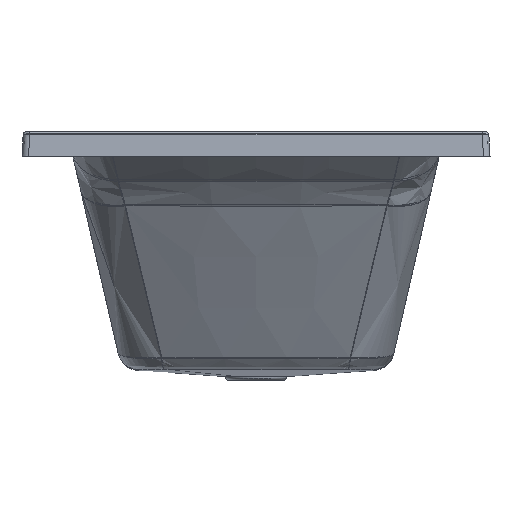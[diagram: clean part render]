
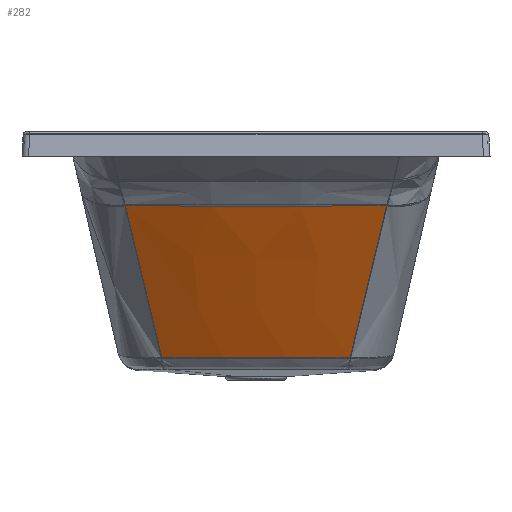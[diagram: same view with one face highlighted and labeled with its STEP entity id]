
A CAD part, left-side view. The second image highlights one B-rep face of the part: STEP entity #282.
In plain terms, the highlighted free-form (B-spline) face has degree [3, 3] with [13, 4] control points.
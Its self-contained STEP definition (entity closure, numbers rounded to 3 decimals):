
#139=B_SPLINE_SURFACE_WITH_KNOTS('',3,3,((#7573,#7574,#7575,#7576),(#7577,
#7578,#7579,#7580),(#7581,#7582,#7583,#7584),(#7585,#7586,#7587,#7588),
(#7589,#7590,#7591,#7592),(#7593,#7594,#7595,#7596),(#7597,#7598,#7599,
#7600),(#7601,#7602,#7603,#7604),(#7605,#7606,#7607,#7608),(#7609,#7610,
#7611,#7612),(#7613,#7614,#7615,#7616),(#7617,#7618,#7619,#7620),(#7621,
#7622,#7623,#7624)),.UNSPECIFIED.,.F.,.F.,.F.,(4,3,3,3,4),(4,4),(0.,102.049,
204.099,306.148,408.197),(0.,272.636),
 .UNSPECIFIED.);
#282=ADVANCED_FACE('',(#511),#139,.T.);
#511=FACE_OUTER_BOUND('',#745,.T.);
#745=EDGE_LOOP('',(#1501,#1502,#1503,#1504,#1505,#1506));
#1501=ORIENTED_EDGE('',*,*,#2381,.T.);
#1502=ORIENTED_EDGE('',*,*,#2383,.T.);
#1503=ORIENTED_EDGE('',*,*,#2339,.T.);
#1504=ORIENTED_EDGE('',*,*,#2344,.T.);
#1505=ORIENTED_EDGE('',*,*,#2341,.T.);
#1506=ORIENTED_EDGE('',*,*,#2527,.T.);
#2339=EDGE_CURVE('',#3395,#3396,#2783,.T.);
#2341=EDGE_CURVE('',#3397,#3398,#2785,.T.);
#2344=EDGE_CURVE('',#3396,#3397,#2787,.T.);
#2381=EDGE_CURVE('',#3393,#3394,#2804,.T.);
#2383=EDGE_CURVE('',#3394,#3395,#2806,.T.);
#2527=EDGE_CURVE('',#3398,#3393,#2890,.T.);
#2783=B_SPLINE_CURVE_WITH_KNOTS('',3,(#20445,#20446,#20447,#20448,#20449,
#20450,#20451,#20452),.UNSPECIFIED.,.F.,.F.,(4,1,2,1,4),(-403.03,
-302.273,-201.515,-100.758,0.),.UNSPECIFIED.);
#2785=B_SPLINE_CURVE_WITH_KNOTS('',3,(#20461,#20462,#20463,#20464,#20465,
#20466),.UNSPECIFIED.,.F.,.F.,(4,2,4),(-270.767,-135.384,
0.),.UNSPECIFIED.);
#2787=B_SPLINE_CURVE_WITH_KNOTS('',3,(#20474,#20475,#20476,#20477),
 .UNSPECIFIED.,.F.,.F.,(4,4),(0.,0.),
 .UNSPECIFIED.);
#2804=B_SPLINE_CURVE_WITH_KNOTS('',3,(#20602,#20603,#20604,#20605,#20606,
#20607),.UNSPECIFIED.,.F.,.F.,(4,2,4),(-270.767,-135.384,
0.),.UNSPECIFIED.);
#2806=B_SPLINE_CURVE_WITH_KNOTS('',3,(#20612,#20613,#20614,#20615),
 .UNSPECIFIED.,.F.,.F.,(4,4),(0.,0.),
 .UNSPECIFIED.);
#2890=B_SPLINE_CURVE_WITH_KNOTS('',3,(#22467,#22468,#22469,#22470,#22471,
#22472,#22473,#22474,#22475,#22476,#22477,#22478,#22479,#22480,#22481,#22482,
#22483,#22484,#22485,#22486,#22487,#22488),.UNSPECIFIED.,.F.,.F.,(4,2,2,
2,2,2,2,2,2,2,4),(-289.701,-271.594,-253.488,
-217.276,-144.85,-126.744,-108.638,
-72.425,-36.213,-18.106,0.),.UNSPECIFIED.);
#3393=VERTEX_POINT('',#17469);
#3394=VERTEX_POINT('',#17470);
#3395=VERTEX_POINT('',#17471);
#3396=VERTEX_POINT('',#17472);
#3397=VERTEX_POINT('',#17473);
#3398=VERTEX_POINT('',#17474);
#7573=CARTESIAN_POINT('',(-456.459,160.373,-310.124));
#7574=CARTESIAN_POINT('',(-499.703,174.491,-231.566));
#7575=CARTESIAN_POINT('',(-542.996,188.619,-152.921));
#7576=CARTESIAN_POINT('',(-586.337,202.76,-74.189));
#7577=CARTESIAN_POINT('',(-461.101,134.05,-310.133));
#7578=CARTESIAN_POINT('',(-504.931,145.88,-231.619));
#7579=CARTESIAN_POINT('',(-548.833,157.726,-152.975));
#7580=CARTESIAN_POINT('',(-592.808,169.591,-74.201));
#7581=CARTESIAN_POINT('',(-464.616,107.425,-310.139));
#7582=CARTESIAN_POINT('',(-508.891,116.919,-231.659));
#7583=CARTESIAN_POINT('',(-553.258,126.429,-153.016));
#7584=CARTESIAN_POINT('',(-597.718,135.959,-74.21));
#7585=CARTESIAN_POINT('',(-466.964,80.646,-310.144));
#7586=CARTESIAN_POINT('',(-511.537,87.779,-231.685));
#7587=CARTESIAN_POINT('',(-556.215,94.925,-153.043));
#7588=CARTESIAN_POINT('',(-600.999,102.088,-74.216));
#7589=CARTESIAN_POINT('',(-469.312,53.866,-310.148));
#7590=CARTESIAN_POINT('',(-514.183,58.638,-231.712));
#7591=CARTESIAN_POINT('',(-559.172,63.421,-153.07));
#7592=CARTESIAN_POINT('',(-604.279,68.217,-74.221));
#7593=CARTESIAN_POINT('',(-470.493,26.933,-310.15));
#7594=CARTESIAN_POINT('',(-515.514,29.319,-231.725));
#7595=CARTESIAN_POINT('',(-560.66,31.711,-153.084));
#7596=CARTESIAN_POINT('',(-605.931,34.109,-74.224));
#7597=CARTESIAN_POINT('',(-470.493,0.,-310.15));
#7598=CARTESIAN_POINT('',(-515.514,0.,-231.725));
#7599=CARTESIAN_POINT('',(-560.66,0.,-153.084));
#7600=CARTESIAN_POINT('',(-605.931,0.,-74.224));
#7601=CARTESIAN_POINT('',(-470.493,-26.933,-310.15));
#7602=CARTESIAN_POINT('',(-515.514,-29.319,-231.725));
#7603=CARTESIAN_POINT('',(-560.66,-31.711,-153.084));
#7604=CARTESIAN_POINT('',(-605.931,-34.109,-74.224));
#7605=CARTESIAN_POINT('',(-469.312,-53.866,-310.148));
#7606=CARTESIAN_POINT('',(-514.183,-58.638,-231.712));
#7607=CARTESIAN_POINT('',(-559.172,-63.421,-153.07));
#7608=CARTESIAN_POINT('',(-604.279,-68.217,-74.221));
#7609=CARTESIAN_POINT('',(-466.964,-80.646,-310.144));
#7610=CARTESIAN_POINT('',(-511.537,-87.779,-231.685));
#7611=CARTESIAN_POINT('',(-556.215,-94.925,-153.043));
#7612=CARTESIAN_POINT('',(-600.999,-102.088,-74.216));
#7613=CARTESIAN_POINT('',(-464.616,-107.425,-310.139));
#7614=CARTESIAN_POINT('',(-508.891,-116.919,-231.659));
#7615=CARTESIAN_POINT('',(-553.258,-126.429,-153.016));
#7616=CARTESIAN_POINT('',(-597.718,-135.959,-74.21));
#7617=CARTESIAN_POINT('',(-461.101,-134.05,-310.133));
#7618=CARTESIAN_POINT('',(-504.931,-145.88,-231.619));
#7619=CARTESIAN_POINT('',(-548.833,-157.726,-152.975));
#7620=CARTESIAN_POINT('',(-592.808,-169.591,-74.201));
#7621=CARTESIAN_POINT('',(-456.459,-160.373,-310.124));
#7622=CARTESIAN_POINT('',(-499.703,-174.491,-231.566));
#7623=CARTESIAN_POINT('',(-542.996,-188.619,-152.921));
#7624=CARTESIAN_POINT('',(-586.337,-202.76,-74.189));
#17469=CARTESIAN_POINT('',(-459.971,-144.244,-308.726));
#17470=CARTESIAN_POINT('',(-585.978,-200.131,-75.673));
#17471=CARTESIAN_POINT('',(-586.022,-200.15,-75.592));
#17472=CARTESIAN_POINT('',(-586.022,200.15,-75.592));
#17473=CARTESIAN_POINT('',(-585.978,200.131,-75.673));
#17474=CARTESIAN_POINT('',(-459.971,144.244,-308.726));
#20445=CARTESIAN_POINT('',(-586.022,-200.15,-75.592));
#20446=CARTESIAN_POINT('',(-592.39,-167.096,-75.603));
#20447=CARTESIAN_POINT('',(-601.921,-100.681,-75.621));
#20448=CARTESIAN_POINT('',(-605.126,-33.662,-75.627));
#20449=CARTESIAN_POINT('',(-605.126,33.662,-75.627));
#20450=CARTESIAN_POINT('',(-601.921,100.681,-75.621));
#20451=CARTESIAN_POINT('',(-592.39,167.096,-75.603));
#20452=CARTESIAN_POINT('',(-586.022,200.15,-75.592));
#20461=CARTESIAN_POINT('',(-585.978,200.131,-75.673));
#20462=CARTESIAN_POINT('',(-565.009,190.881,-114.548));
#20463=CARTESIAN_POINT('',(-544.028,181.605,-153.41));
#20464=CARTESIAN_POINT('',(-502.03,162.982,-231.099));
#20465=CARTESIAN_POINT('',(-481.014,153.636,-269.925));
#20466=CARTESIAN_POINT('',(-459.971,144.244,-308.726));
#20474=CARTESIAN_POINT('',(-586.022,200.15,-75.592));
#20475=CARTESIAN_POINT('',(-586.008,200.144,-75.619));
#20476=CARTESIAN_POINT('',(-585.993,200.137,-75.646));
#20477=CARTESIAN_POINT('',(-585.978,200.131,-75.673));
#20602=CARTESIAN_POINT('',(-459.971,-144.244,-308.726));
#20603=CARTESIAN_POINT('',(-481.014,-153.636,-269.925));
#20604=CARTESIAN_POINT('',(-502.03,-162.982,-231.099));
#20605=CARTESIAN_POINT('',(-544.028,-181.605,-153.41));
#20606=CARTESIAN_POINT('',(-565.009,-190.881,-114.548));
#20607=CARTESIAN_POINT('',(-585.978,-200.131,-75.673));
#20612=CARTESIAN_POINT('',(-585.978,-200.131,-75.673));
#20613=CARTESIAN_POINT('',(-585.993,-200.137,-75.646));
#20614=CARTESIAN_POINT('',(-586.008,-200.144,-75.619));
#20615=CARTESIAN_POINT('',(-586.022,-200.15,-75.592));
#22467=CARTESIAN_POINT('',(-459.971,144.244,-308.726));
#22468=CARTESIAN_POINT('',(-460.914,138.271,-308.729));
#22469=CARTESIAN_POINT('',(-461.8,132.293,-308.728));
#22470=CARTESIAN_POINT('',(-463.452,120.329,-308.73));
#22471=CARTESIAN_POINT('',(-464.218,114.342,-308.731));
#22472=CARTESIAN_POINT('',(-466.342,96.367,-308.733));
#22473=CARTESIAN_POINT('',(-467.521,84.366,-308.734));
#22474=CARTESIAN_POINT('',(-470.354,48.308,-308.737));
#22475=CARTESIAN_POINT('',(-471.303,24.196,-308.738));
#22476=CARTESIAN_POINT('',(-471.303,-6.035,-308.738));
#22477=CARTESIAN_POINT('',(-471.244,-12.08,-308.738));
#22478=CARTESIAN_POINT('',(-471.007,-24.158,-308.738));
#22479=CARTESIAN_POINT('',(-470.829,-30.192,-308.738));
#22480=CARTESIAN_POINT('',(-470.119,-48.28,-308.737));
#22481=CARTESIAN_POINT('',(-469.41,-60.32,-308.736));
#22482=CARTESIAN_POINT('',(-467.522,-84.363,-308.734));
#22483=CARTESIAN_POINT('',(-466.342,-96.365,-308.733));
#22484=CARTESIAN_POINT('',(-464.219,-114.341,-308.731));
#22485=CARTESIAN_POINT('',(-463.452,-120.328,-308.73));
#22486=CARTESIAN_POINT('',(-461.8,-132.293,-308.728));
#22487=CARTESIAN_POINT('',(-460.914,-138.271,-308.729));
#22488=CARTESIAN_POINT('',(-459.971,-144.244,-308.726));
